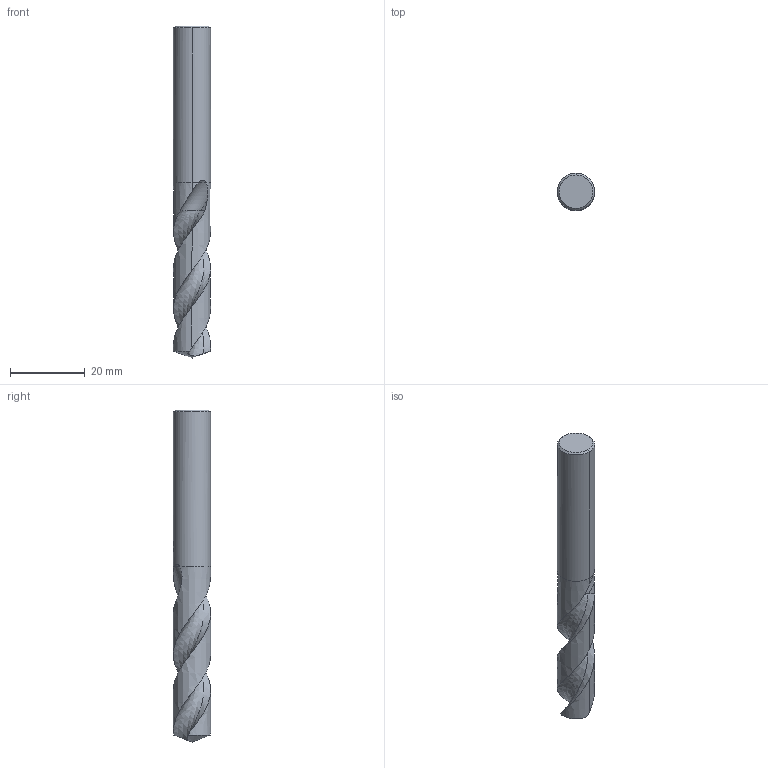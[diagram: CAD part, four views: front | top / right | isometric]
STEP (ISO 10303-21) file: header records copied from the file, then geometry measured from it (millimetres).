
FILE_DESCRIPTION(('no description'),'unknown implementation level');
FILE_NAME('solid_MWcl1bBaFlwJeI_aWYlIpg3Pac_1.STP',' ',('CIMSOURCE GmbH'),('CADClick - KiM GmbH - www.kimweb.de'),'unknown preprocess','ACIS','unknown authorization');
FILE_SCHEMA(('automotive_design'));
Length unit declared in the file: millimetre
Products named in the file (2): 1; 2
Bounding box: 10 x 10 x 89 mm (x, y, z)
Volume: 5498.9 mm3; surface area: 3188.9 mm2
Topology: 2 solids, 2 shells, 40 faces, 109 edges, 71 vertices
Faces by surface type: cone 12, cylinder 10, plane 8, revolution 6, bspline 4
Entity records: 5635 total; most frequent: CARTESIAN_POINT 3451, STYLED_ITEM 220, PRESENTATION_STYLE_ASSIGNMENT 220, COLOUR_RGB 220, ORIENTED_EDGE 214, DIRECTION 161, EDGE_CURVE 107, CURVE_STYLE 107
